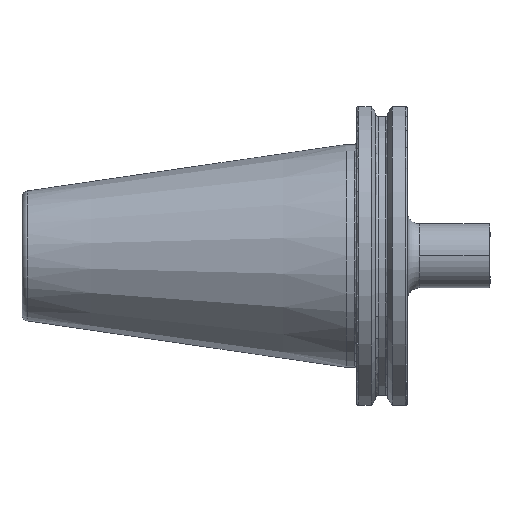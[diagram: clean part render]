
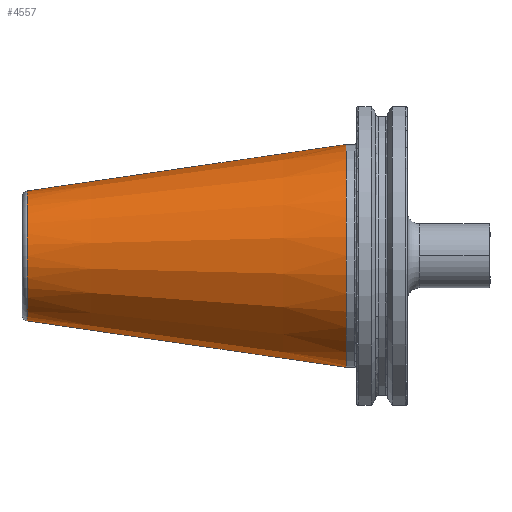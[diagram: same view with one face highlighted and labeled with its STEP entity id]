
A CAD part, front view. The second image highlights one B-rep face of the part: STEP entity #4557.
In plain terms, the highlighted conical face has half-angle 8.297 degrees and reference radius 34.925 mm.
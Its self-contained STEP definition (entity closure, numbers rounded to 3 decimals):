
#649 = VERTEX_POINT ( 'NONE', #921 ) ;
#658 = DIRECTION ( 'NONE',  ( 0., 0., 1. ) ) ;
#736 = EDGE_CURVE ( 'NONE', #649, #933, #1318, .T. ) ;
#742 = CIRCLE ( 'NONE', #767, 20.358 ) ;
#767 = AXIS2_PLACEMENT_3D ( 'NONE', #915, #3938, #658 ) ;
#875 = DIRECTION ( 'NONE',  ( 0., 0., -1. ) ) ;
#886 = CARTESIAN_POINT ( 'NONE',  ( 0., 0., 0. ) ) ;
#915 = CARTESIAN_POINT ( 'NONE',  ( -99.889, 0., 0. ) ) ;
#921 = CARTESIAN_POINT ( 'NONE',  ( -99.889, 0., -20.358 ) ) ;
#933 = VERTEX_POINT ( 'NONE', #4561 ) ;
#1002 = CARTESIAN_POINT ( 'NONE',  ( 0., 0., 34.925 ) ) ;
#1137 = ORIENTED_EDGE ( 'NONE', *, *, #736, .T. ) ;
#1260 = DIRECTION ( 'NONE',  ( 1., 0., 0. ) ) ;
#1274 = VECTOR ( 'NONE', #4002, 1000. ) ;
#1318 = LINE ( 'NONE', #3932, #1274 ) ;
#1468 = ORIENTED_EDGE ( 'NONE', *, *, #2129, .T. ) ;
#1575 = EDGE_CURVE ( 'NONE', #649, #3437, #742, .T. ) ;
#1722 = DIRECTION ( 'NONE',  ( 0.99, 0., 0.144 ) ) ;
#1741 = CARTESIAN_POINT ( 'NONE',  ( -99.889, 0., 20.358 ) ) ;
#1746 = CARTESIAN_POINT ( 'NONE',  ( 0., 0., 34.925 ) ) ;
#2129 = EDGE_CURVE ( 'NONE', #933, #2341, #2764, .T. ) ;
#2341 = VERTEX_POINT ( 'NONE', #1002 ) ;
#2362 = CONICAL_SURFACE ( 'NONE', #2556, 34.925, 0.145 ) ;
#2479 = FACE_OUTER_BOUND ( 'NONE', #4702, .T. ) ;
#2556 = AXIS2_PLACEMENT_3D ( 'NONE', #886, #1260, #875 ) ;
#2764 = CIRCLE ( 'NONE', #3828, 34.925 ) ;
#2959 = LINE ( 'NONE', #1746, #3017 ) ;
#3017 = VECTOR ( 'NONE', #1722, 1000. ) ;
#3215 = ORIENTED_EDGE ( 'NONE', *, *, #4471, .F. ) ;
#3297 = CARTESIAN_POINT ( 'NONE',  ( 0., 0., 0. ) ) ;
#3309 = DIRECTION ( 'NONE',  ( -1., 0., 0. ) ) ;
#3315 = DIRECTION ( 'NONE',  ( 0., 0., 1. ) ) ;
#3437 = VERTEX_POINT ( 'NONE', #1741 ) ;
#3753 = ORIENTED_EDGE ( 'NONE', *, *, #1575, .F. ) ;
#3828 = AXIS2_PLACEMENT_3D ( 'NONE', #3297, #3309, #3315 ) ;
#3932 = CARTESIAN_POINT ( 'NONE',  ( 0., 0., -34.925 ) ) ;
#3938 = DIRECTION ( 'NONE',  ( -1., 0., 0. ) ) ;
#4002 = DIRECTION ( 'NONE',  ( 0.99, 0., -0.144 ) ) ;
#4471 = EDGE_CURVE ( 'NONE', #3437, #2341, #2959, .T. ) ;
#4557 = ADVANCED_FACE ( 'NONE', ( #2479 ), #2362, .T. ) ;
#4561 = CARTESIAN_POINT ( 'NONE',  ( 0., 0., -34.925 ) ) ;
#4702 = EDGE_LOOP ( 'NONE', ( #3215, #3753, #1137, #1468 ) ) ;
